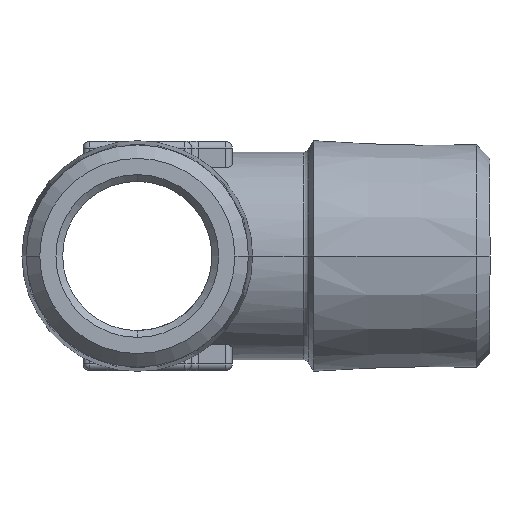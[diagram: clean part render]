
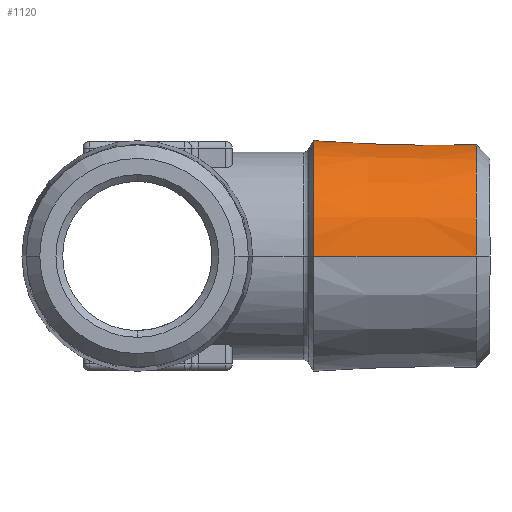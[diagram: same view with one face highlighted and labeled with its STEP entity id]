
A CAD part, front view. The second image highlights one B-rep face of the part: STEP entity #1120.
In plain terms, the highlighted conical face has half-angle 1.47 degrees and reference radius 8.5 mm.
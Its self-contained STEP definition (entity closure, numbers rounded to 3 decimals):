
#1096 = VERTEX_POINT ( 'NONE', #3236 ) ;
#1097 = ORIENTED_EDGE ( 'NONE', *, *, #1098, .F. ) ;
#1098 = EDGE_CURVE ( 'NONE', #1099, #1096, #3235, .T. ) ;
#1099 = VERTEX_POINT ( 'NONE', #3258 ) ;
#1120 = ADVANCED_FACE ( 'NONE', ( #3274 ), #3273, .T. ) ;
#1121 = ORIENTED_EDGE ( 'NONE', *, *, #1204, .F. ) ;
#1122 = ORIENTED_EDGE ( 'NONE', *, *, #1188, .T. ) ;
#1165 = ORIENTED_EDGE ( 'NONE', *, *, #1166, .F. ) ;
#1166 = EDGE_CURVE ( 'NONE', #1202, #1099, #3459, .T. ) ;
#1187 = EDGE_LOOP ( 'NONE', ( #1121, #1122, #1097, #1165 ) ) ;
#1188 = EDGE_CURVE ( 'NONE', #1207, #1096, #3483, .T. ) ;
#1202 = VERTEX_POINT ( 'NONE', #3495 ) ;
#1204 = EDGE_CURVE ( 'NONE', #1207, #1202, #3497, .T. ) ;
#1207 = VERTEX_POINT ( 'NONE', #3490 ) ;
#3233 = CARTESIAN_POINT ( 'NONE',  ( 13.014, 0., 0. ) ) ;
#3234 = AXIS2_PLACEMENT_3D ( 'NONE', #3233, #3260, #3259 ) ;
#3235 = CIRCLE ( 'NONE', #3234, 8.5 ) ;
#3236 = CARTESIAN_POINT ( 'NONE',  ( 13.014, 8.5, 0. ) ) ;
#3258 = CARTESIAN_POINT ( 'NONE',  ( 13.014, -8.5, 0. ) ) ;
#3259 = DIRECTION ( 'NONE',  ( 0., -1., 0. ) ) ;
#3260 = DIRECTION ( 'NONE',  ( -1., 0., 0. ) ) ;
#3269 = DIRECTION ( 'NONE',  ( 0., -1., 0. ) ) ;
#3270 = DIRECTION ( 'NONE',  ( -1., 0., 0. ) ) ;
#3271 = CARTESIAN_POINT ( 'NONE',  ( 13., 0., 0. ) ) ;
#3272 = AXIS2_PLACEMENT_3D ( 'NONE', #3271, #3270, #3269 ) ;
#3273 = CONICAL_SURFACE ( 'NONE', #3272, 8.5, 0.026 ) ;
#3274 = FACE_OUTER_BOUND ( 'NONE', #1187, .T. ) ;
#3456 = DIRECTION ( 'NONE',  ( -1., -0.026, 0. ) ) ;
#3457 = VECTOR ( 'NONE', #3456, 1000. ) ;
#3458 = CARTESIAN_POINT ( 'NONE',  ( 13., -8.5, 0. ) ) ;
#3459 = LINE ( 'NONE', #3458, #3457 ) ;
#3477 = VECTOR ( 'NONE', #3481, 1000. ) ;
#3481 = DIRECTION ( 'NONE',  ( -1., 0.026, 0. ) ) ;
#3482 = CARTESIAN_POINT ( 'NONE',  ( 13., 8.5, 0. ) ) ;
#3483 = LINE ( 'NONE', #3482, #3477 ) ;
#3488 = CARTESIAN_POINT ( 'NONE',  ( 25., 0., 0. ) ) ;
#3489 = AXIS2_PLACEMENT_3D ( 'NONE', #3488, #3517, #3516 ) ;
#3490 = CARTESIAN_POINT ( 'NONE',  ( 25., 8.192, 0. ) ) ;
#3495 = CARTESIAN_POINT ( 'NONE',  ( 25., -8.192, 0. ) ) ;
#3497 = CIRCLE ( 'NONE', #3489, 8.192 ) ;
#3516 = DIRECTION ( 'NONE',  ( 0., 1., 0. ) ) ;
#3517 = DIRECTION ( 'NONE',  ( 1., 0., 0. ) ) ;
